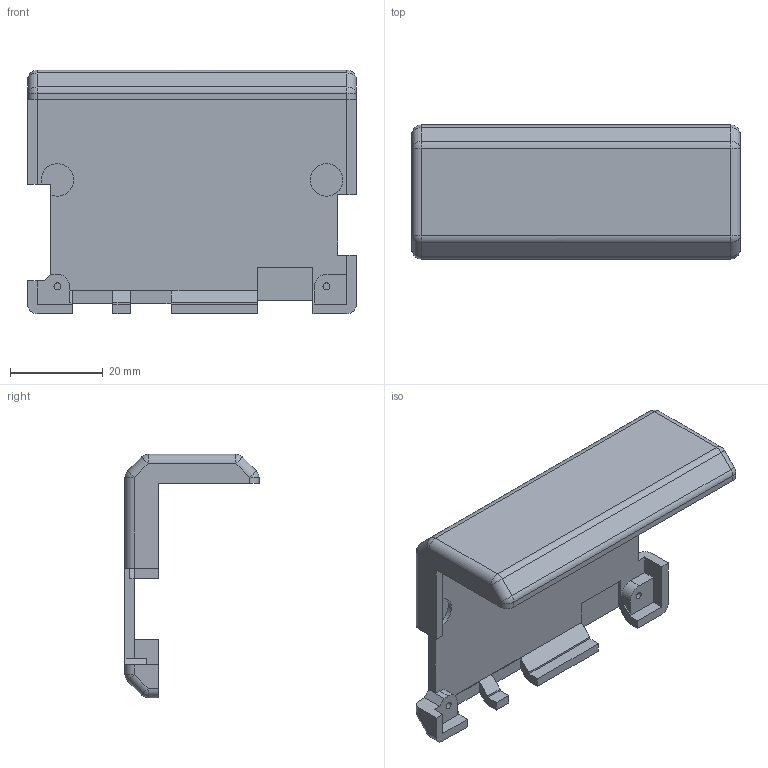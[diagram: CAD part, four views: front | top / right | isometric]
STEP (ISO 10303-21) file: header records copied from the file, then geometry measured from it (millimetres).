
FILE_DESCRIPTION(('FreeCAD Model'),'2;1');
FILE_NAME('Open CASCADE Shape Model','2024-12-14T11:32:48',( 'Chrismettal'),('Binary-6'),'Open CASCADE STEP processor 7.8', 'FreeCAD','Unknown');
FILE_SCHEMA(('AUTOMOTIVE_DESIGN { 1 0 10303 214 1 1 1 1 }'));
Length unit declared in the file: millimetre
Products named in the file (1): Case_Raspberry
Bounding box: 70.82 x 28.9 x 52.5 mm (x, y, z)
Volume: 11860.8 mm3; surface area: 12688.6 mm2
Topology: 1 solids, 1 shells, 118 faces, 302 edges, 190 vertices
Faces by surface type: plane 74, cylinder 32, sphere 12
Full cylindrical faces by diameter (mm): 1.5 x3, 7 x1
Entity records: 3543 total; most frequent: CARTESIAN_POINT 611, DIRECTION 607, ORIENTED_EDGE 604, EDGE_CURVE 302, LINE 235, VECTOR 235, VERTEX_POINT 190, AXIS2_PLACEMENT_3D 186
